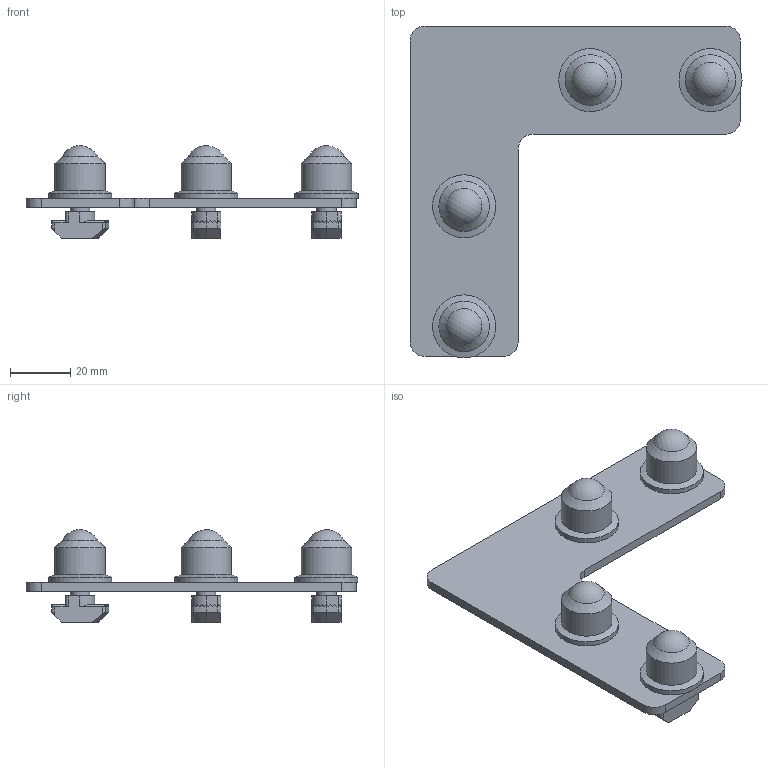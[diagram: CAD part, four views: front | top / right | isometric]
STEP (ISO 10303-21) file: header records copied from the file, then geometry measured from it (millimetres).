
FILE_DESCRIPTION(/* description */ (''),/* implementation_level */ '2;1');
FILE_NAME(/* name */ '126245',/* time_stamp */ '2014-10-06T15:43:58+02:00',/* author */ (''),/* organization */ (''),/* preprocessor_version */ 'ST-DEVELOPER v14',/* originating_system */ 'HiCAD 2013 1802.4 Build 509',/* authorisation */ '');
FILE_SCHEMA (('AUTOMOTIVE_DESIGN { 1 0 10303 214 1 1 1 1 }'));
Length unit declared in the file: millimetre
Products named in the file (14): Root; 126245 Hoekplaat 90BOIKON; 122000Flensmoer M8BOIKON; 122005Afdekkap voor moer M8BOIKON; 120205Hamerkopbout M8x20BOIKON
Assembly tree (13 placements, depth 4):
  Root
    126245 Hoekplaat 90BOIKON
      122000Flensmoer M8BOIKON
        122005Afdekkap voor moer M8BOIKON
      122000Flensmoer M8BOIKON
        122005Afdekkap voor moer M8BOIKON
      122000Flensmoer M8BOIKON
        122005Afdekkap voor moer M8BOIKON
      122000Flensmoer M8BOIKON
        122005Afdekkap voor moer M8BOIKON
      120205Hamerkopbout M8x20BOIKON
      120205Hamerkopbout M8x20BOIKON
      120205Hamerkopbout M8x20BOIKON
      120205Hamerkopbout M8x20BOIKON
Bounding box: 110.5 x 110.5 x 30.75 mm (x, y, z)
Volume: 38563.4 mm3; surface area: 28039.8 mm2
Topology: 13 solids, 13 shells, 370 faces, 964 edges, 649 vertices
Faces by surface type: plane 252, cylinder 66, cone 44, sphere 8
Full cylindrical faces by diameter (mm): 6.466 x4, 8 x4, 9 x4, 16.8 x4, 21 x4
Entity records: 20825 total; most frequent: CARTESIAN_POINT 2185, DIRECTION 2088, PRESENTATION_STYLE_ASSIGNMENT 1837, COLOUR_RGB 1828, DRAUGHTING_PRE_DEFINED_CURVE_FONT 1824, CURVE_STYLE 1824, OVER_RIDING_STYLED_ITEM 1824, ORIENTED_EDGE 1824
